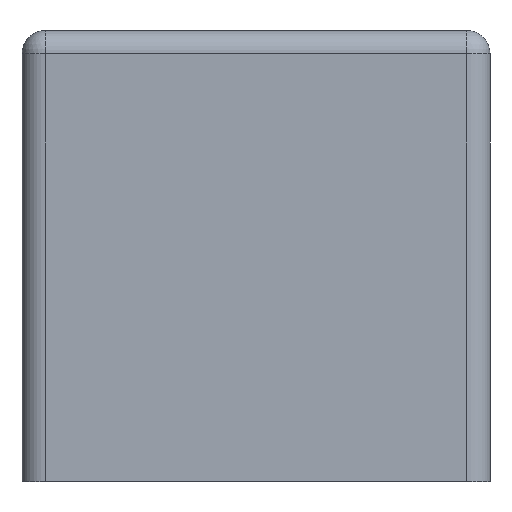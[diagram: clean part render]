
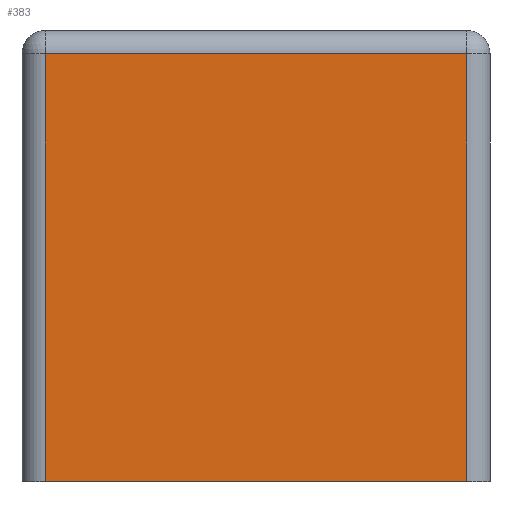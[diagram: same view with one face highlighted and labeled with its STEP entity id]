
A CAD part, front view. The second image highlights one B-rep face of the part: STEP entity #383.
In plain terms, the highlighted planar face has unit normal (0, -1, 0).
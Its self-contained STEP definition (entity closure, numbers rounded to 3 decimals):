
#154 = VERTEX_POINT('',#155);
#155 = CARTESIAN_POINT('',(-3.735,-4.4,0.));
#162 = EDGE_CURVE('',#154,#163,#165,.T.);
#163 = VERTEX_POINT('',#164);
#164 = CARTESIAN_POINT('',(-3.735,-4.4,7.585));
#165 = LINE('',#166,#167);
#166 = CARTESIAN_POINT('',(-3.735,-4.4,0.));
#167 = VECTOR('',#168,1.);
#168 = DIRECTION('',(0.,0.,1.));
#220 = EDGE_CURVE('',#154,#221,#223,.T.);
#221 = VERTEX_POINT('',#222);
#222 = CARTESIAN_POINT('',(3.735,-4.4,0.));
#223 = LINE('',#224,#225);
#224 = CARTESIAN_POINT('',(-4.15,-4.4,0.));
#225 = VECTOR('',#226,1.);
#226 = DIRECTION('',(1.,0.,0.));
#383 = ADVANCED_FACE('',(#384),#402,.F.);
#384 = FACE_BOUND('',#385,.F.);
#385 = EDGE_LOOP('',(#386,#387,#395,#401));
#386 = ORIENTED_EDGE('',*,*,#162,.T.);
#387 = ORIENTED_EDGE('',*,*,#388,.F.);
#388 = EDGE_CURVE('',#389,#163,#391,.T.);
#389 = VERTEX_POINT('',#390);
#390 = CARTESIAN_POINT('',(3.735,-4.4,7.585));
#391 = LINE('',#392,#393);
#392 = CARTESIAN_POINT('',(3.735,-4.4,7.585));
#393 = VECTOR('',#394,1.);
#394 = DIRECTION('',(-1.,-0.,-0.));
#395 = ORIENTED_EDGE('',*,*,#396,.F.);
#396 = EDGE_CURVE('',#221,#389,#397,.T.);
#397 = LINE('',#398,#399);
#398 = CARTESIAN_POINT('',(3.735,-4.4,0.));
#399 = VECTOR('',#400,1.);
#400 = DIRECTION('',(0.,0.,1.));
#401 = ORIENTED_EDGE('',*,*,#220,.F.);
#402 = PLANE('',#403);
#403 = AXIS2_PLACEMENT_3D('',#404,#405,#406);
#404 = CARTESIAN_POINT('',(-4.15,-4.4,0.));
#405 = DIRECTION('',(0.,1.,0.));
#406 = DIRECTION('',(0.,0.,1.));
